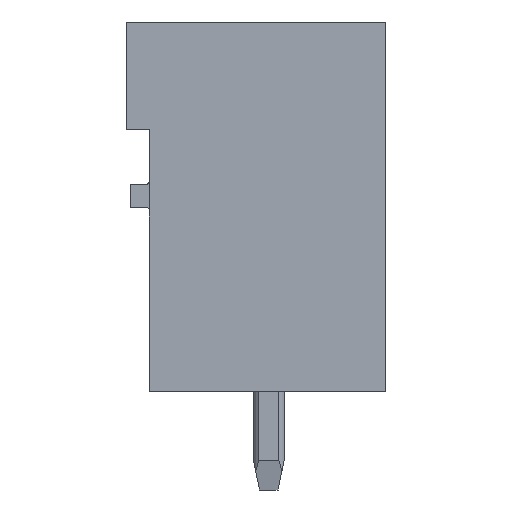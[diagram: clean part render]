
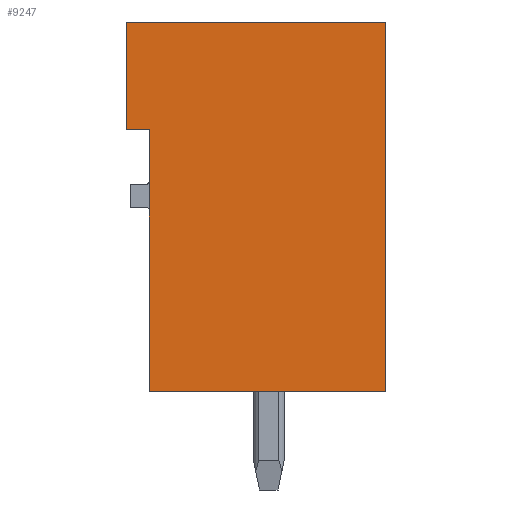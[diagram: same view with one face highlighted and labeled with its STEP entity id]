
A CAD part, left-side view. The second image highlights one B-rep face of the part: STEP entity #9247.
In plain terms, the highlighted planar face has unit normal (-1, 0, 0).
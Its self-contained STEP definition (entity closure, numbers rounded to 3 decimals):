
#9237=AXIS2_PLACEMENT_3D('Plane Axis2P3D',#9234,#9235,#9236) ;
#49=CARTESIAN_POINT('Vertex',(0.,0.,15.2)) ;
#52=CARTESIAN_POINT('Line Origine',(0.,0.,9.2)) ;
#56=CARTESIAN_POINT('Vertex',(0.,0.,3.2)) ;
#151=CARTESIAN_POINT('Vertex',(0.,8.43,15.2)) ;
#154=CARTESIAN_POINT('Line Origine',(0.,4.215,15.2)) ;
#1635=CARTESIAN_POINT('Vertex',(0.,8.43,11.7)) ;
#1638=CARTESIAN_POINT('Line Origine',(0.,8.43,13.45)) ;
#2225=CARTESIAN_POINT('Vertex',(0.,7.68,3.2)) ;
#2228=CARTESIAN_POINT('Line Origine',(0.,7.68,7.45)) ;
#2232=CARTESIAN_POINT('Vertex',(0.,7.68,11.7)) ;
#2641=CARTESIAN_POINT('Line Origine',(0.,3.84,3.2)) ;
#9182=CARTESIAN_POINT('Line Origine',(0.,8.055,11.7)) ;
#9234=CARTESIAN_POINT('Axis2P3D Location',(0.,0.,0.)) ;
#53=DIRECTION('Vector Direction',(0.,0.,-1.)) ;
#155=DIRECTION('Vector Direction',(0.,-1.,0.)) ;
#1639=DIRECTION('Vector Direction',(0.,0.,-1.)) ;
#2229=DIRECTION('Vector Direction',(0.,0.,-1.)) ;
#2642=DIRECTION('Vector Direction',(0.,1.,0.)) ;
#9183=DIRECTION('Vector Direction',(0.,-1.,0.)) ;
#9235=DIRECTION('Axis2P3D Direction',(-1.,0.,0.)) ;
#9236=DIRECTION('Axis2P3D XDirection',(0.,0.,1.)) ;
#54=VECTOR('Line Direction',#53,1.) ;
#156=VECTOR('Line Direction',#155,1.) ;
#1640=VECTOR('Line Direction',#1639,1.) ;
#2230=VECTOR('Line Direction',#2229,1.) ;
#2643=VECTOR('Line Direction',#2642,1.) ;
#9184=VECTOR('Line Direction',#9183,1.) ;
#9240=ORIENTED_EDGE('',*,*,#158,.T.) ;
#9241=ORIENTED_EDGE('',*,*,#1642,.T.) ;
#9242=ORIENTED_EDGE('',*,*,#9186,.T.) ;
#9243=ORIENTED_EDGE('',*,*,#2234,.T.) ;
#9244=ORIENTED_EDGE('',*,*,#2645,.T.) ;
#9245=ORIENTED_EDGE('',*,*,#58,.T.) ;
#9247=ADVANCED_FACE('HOUSING',(#9246),#9238,.T.) ;
#58=EDGE_CURVE('',#57,#50,#55,.F.) ;
#158=EDGE_CURVE('',#50,#152,#157,.F.) ;
#1642=EDGE_CURVE('',#152,#1636,#1641,.T.) ;
#2234=EDGE_CURVE('',#2233,#2226,#2231,.T.) ;
#2645=EDGE_CURVE('',#2226,#57,#2644,.F.) ;
#9186=EDGE_CURVE('',#1636,#2233,#9185,.T.) ;
#9239=EDGE_LOOP('',(#9240,#9241,#9242,#9243,#9244,#9245)) ;
#9246=FACE_OUTER_BOUND('',#9239,.T.) ;
#55=LINE('Line',#52,#54) ;
#157=LINE('Line',#154,#156) ;
#1641=LINE('Line',#1638,#1640) ;
#2231=LINE('Line',#2228,#2230) ;
#2644=LINE('Line',#2641,#2643) ;
#9185=LINE('Line',#9182,#9184) ;
#9238=PLANE('',#9237) ;
#50=VERTEX_POINT('',#49) ;
#57=VERTEX_POINT('',#56) ;
#152=VERTEX_POINT('',#151) ;
#1636=VERTEX_POINT('',#1635) ;
#2226=VERTEX_POINT('',#2225) ;
#2233=VERTEX_POINT('',#2232) ;
